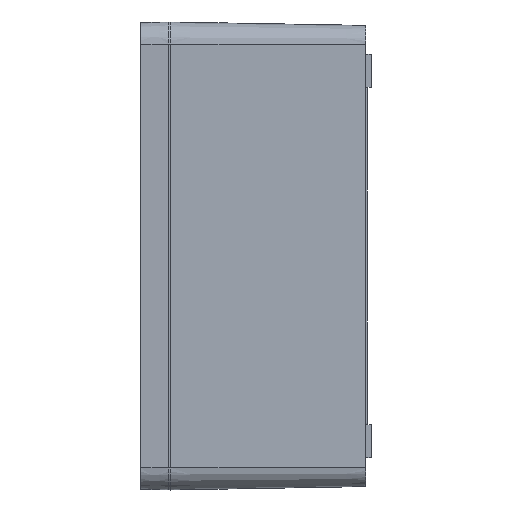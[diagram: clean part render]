
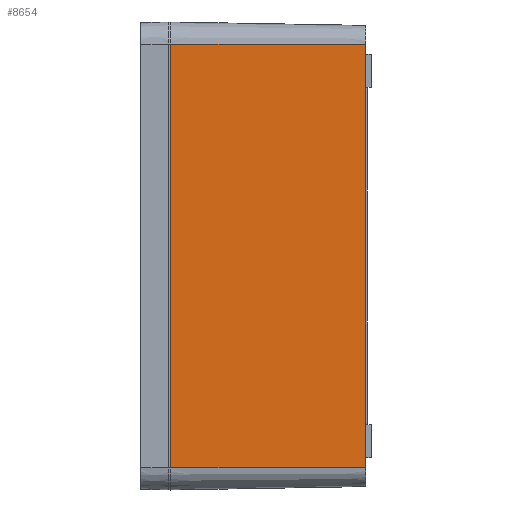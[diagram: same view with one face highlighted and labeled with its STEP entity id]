
A CAD part, left-side view. The second image highlights one B-rep face of the part: STEP entity #8654.
In plain terms, the highlighted planar face has unit normal (-1, -0.018, 0).
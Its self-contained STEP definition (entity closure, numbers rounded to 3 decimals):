
#919=LINE('',#10959,#1822);
#1405=LINE('',#13211,#2308);
#1526=LINE('',#13725,#2429);
#1527=LINE('',#13726,#2430);
#1822=VECTOR('',#9298,10.);
#2308=VECTOR('',#10162,10.);
#2429=VECTOR('',#10305,8.);
#2430=VECTOR('',#10306,10.);
#2990=FACE_OUTER_BOUND('',#3498,.T.);
#3498=EDGE_LOOP('',(#7206,#7207,#7208,#7209));
#3754=VERTEX_POINT('',#10952);
#3756=VERTEX_POINT('',#10958);
#4188=VERTEX_POINT('',#13209);
#4189=VERTEX_POINT('',#13210);
#4536=EDGE_CURVE('',#3754,#3756,#919,.T.);
#5190=EDGE_CURVE('',#4188,#4189,#1405,.T.);
#5363=EDGE_CURVE('',#3756,#4188,#1526,.T.);
#5364=EDGE_CURVE('',#3754,#4189,#1527,.T.);
#7206=ORIENTED_EDGE('',*,*,#5190,.F.);
#7207=ORIENTED_EDGE('',*,*,#5363,.F.);
#7208=ORIENTED_EDGE('',*,*,#4536,.F.);
#7209=ORIENTED_EDGE('',*,*,#5364,.T.);
#8252=PLANE('',#9093);
#8654=ADVANCED_FACE('',(#2990),#8252,.T.);
#9093=AXIS2_PLACEMENT_3D('',#13724,#10303,#10304);
#9298=DIRECTION('',(0.,0.,1.));
#10162=DIRECTION('',(0.,0.,-1.));
#10303=DIRECTION('center_axis',(-1.,-0.017,
0.));
#10304=DIRECTION('ref_axis',(0.,0.,-1.));
#10305=DIRECTION('',(0.017,-1.,0.));
#10306=DIRECTION('',(0.017,-1.,0.));
#10952=CARTESIAN_POINT('',(-97.5,0.,-76.));
#10958=CARTESIAN_POINT('',(-97.5,0.,76.));
#10959=CARTESIAN_POINT('',(-97.5,0.,-38.));
#13209=CARTESIAN_POINT('',(-96.278,-70.,76.));
#13210=CARTESIAN_POINT('',(-96.278,-70.,-76.));
#13211=CARTESIAN_POINT('',(-96.278,-70.,-38.));
#13724=CARTESIAN_POINT('Origin',(-97.5,0.,-76.));
#13725=CARTESIAN_POINT('',(-97.5,0.,76.));
#13726=CARTESIAN_POINT('',(-97.5,0.,-76.));
